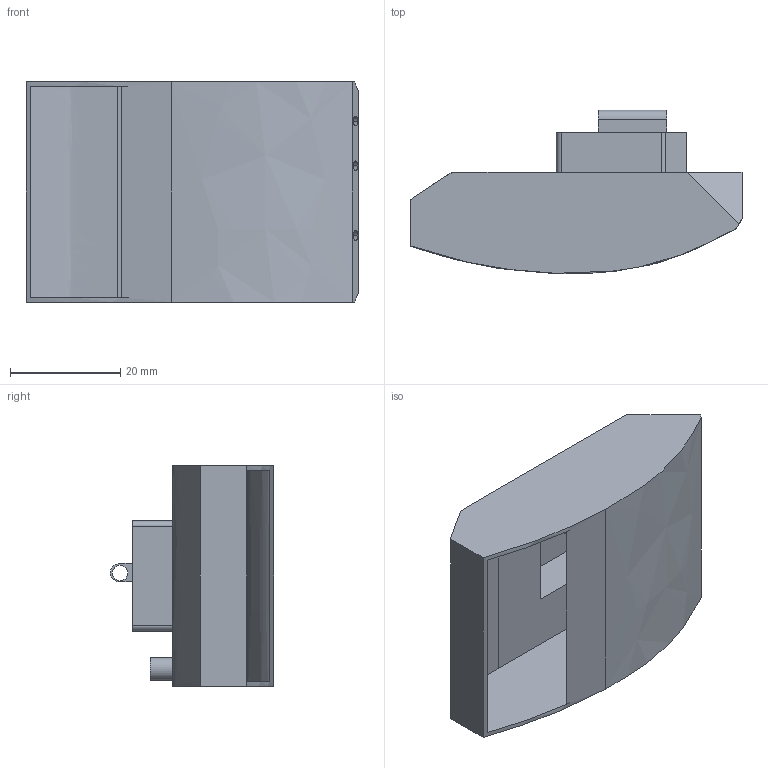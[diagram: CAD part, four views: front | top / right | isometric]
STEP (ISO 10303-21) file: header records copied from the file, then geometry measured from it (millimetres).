
FILE_DESCRIPTION (( 'STEP AP214' ), '1' );
FILE_NAME ('test.STEP', '2021-06-07T11:04:07', ( '' ), ( '' ), 'SwSTEP 2.0', 'SolidWorks 2020', '' );
FILE_SCHEMA (( 'AUTOMOTIVE_DESIGN' ));
Length unit declared in the file: millimetre
Products named in the file (1): test
Bounding box: 60.35 x 29.66 x 40 mm (x, y, z)
Volume: 5655.2 mm3; surface area: 14977.6 mm2
Topology: 1 solids, 1 shells, 78 faces, 201 edges, 132 vertices
Faces by surface type: plane 45, cylinder 28, bspline 5
Entity records: 3444 total; most frequent: CARTESIAN_POINT 1463, ORIENTED_EDGE 402, DIRECTION 388, EDGE_CURVE 201, VERTEX_POINT 132, AXIS2_PLACEMENT_3D 131, VECTOR 126, LINE 126
